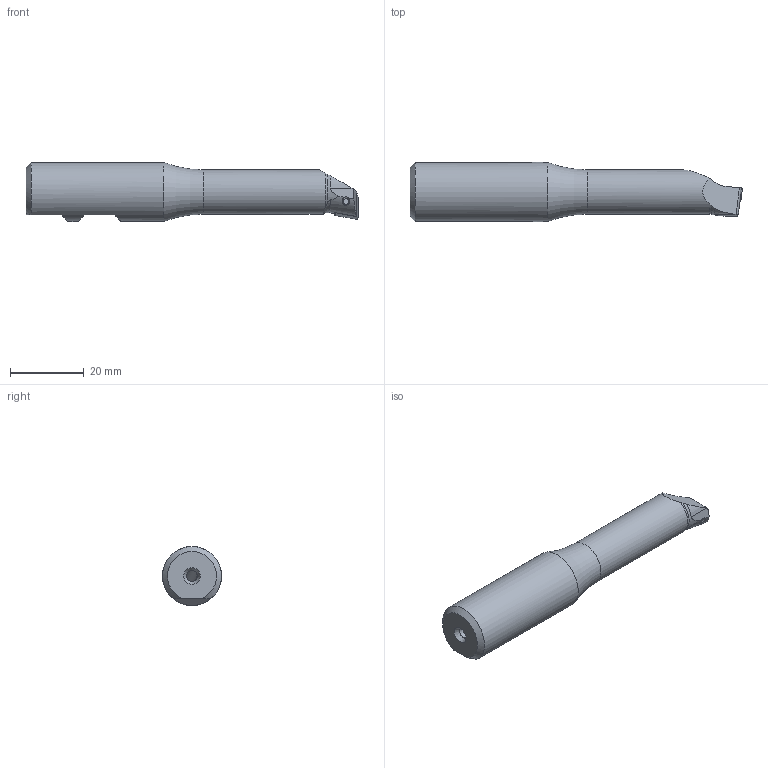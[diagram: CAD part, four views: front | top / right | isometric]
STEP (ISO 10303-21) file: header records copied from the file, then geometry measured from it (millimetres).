
FILE_DESCRIPTION (( 'STEP AP214' ), '1' );
FILE_NAME ('B15.WCA.K11.090.STEP', '2020-08-13T14:01:27', ( '' ), ( '' ), 'SwSTEP 2.0', 'SolidWorks 2017', '' );
FILE_SCHEMA (( 'AUTOMOTIVE_DESIGN' ));
Length unit declared in the file: millimetre
Products named in the file (4): WCA-ER2.001.006_A; CCMT060204; B15.WCA.K11.090; B15-WCA.K11.090_A
Assembly tree (3 placements, depth 2):
  B15.WCA.K11.090
    B15-WCA.K11.090_A
    CCMT060204
    WCA-ER2.001.006_A
Bounding box: 90 x 16 x 16 mm (x, y, z)
Volume: 12161.7 mm3; surface area: 4985.9 mm2
Topology: 3 solids, 3 shells, 100 faces, 254 edges, 158 vertices
Faces by surface type: plane 33, cylinder 26, cone 21, bspline 13, torus 6, sphere 1
Full cylindrical faces by diameter (mm): 2 x1, 2.05 x1, 2.5 x1, 2.8 x1, 3 x2, 3.4 x1, 3.85 x1, 12.05 x1, 16 x1
Entity records: 3729 total; most frequent: CARTESIAN_POINT 1174, ORIENTED_EDGE 448, DIRECTION 389, EDGE_CURVE 224, AXIS2_PLACEMENT_3D 153, VERTEX_POINT 150, EDGE_LOOP 126, FACE_OUTER_BOUND 115
